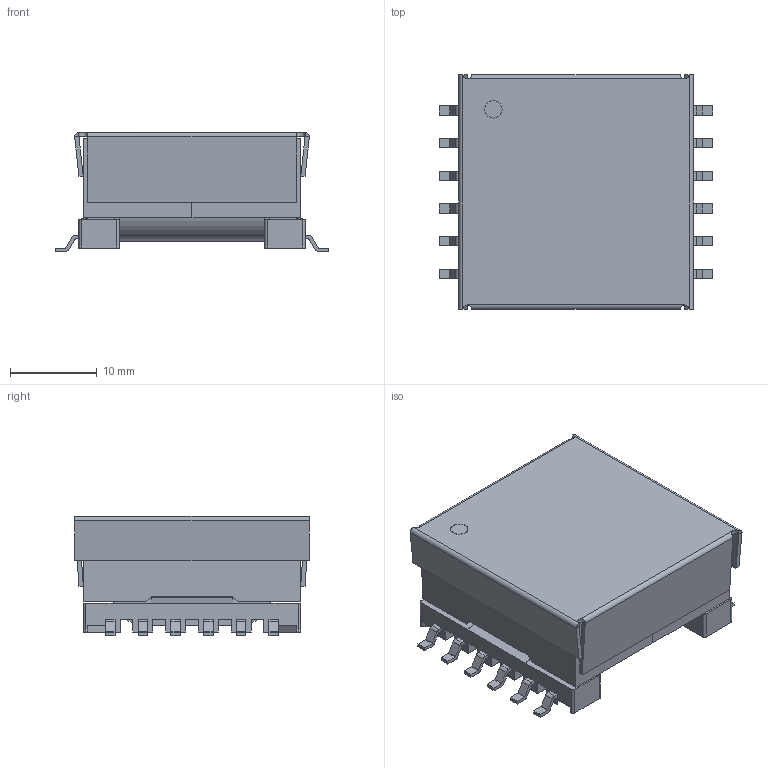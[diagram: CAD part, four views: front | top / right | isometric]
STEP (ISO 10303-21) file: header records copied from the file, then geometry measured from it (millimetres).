
FILE_DESCRIPTION((''),'2;1');
FILE_NAME('XFMR_WURTH_750311591.stp','2013-03-05T09:19:32',(''),(''),'Mechanical Desktop 2011','Mechanical Desktop 2011',', , ');
FILE_SCHEMA(('AUTOMOTIVE_DESIGN { 1 2 10303 214 1 1 1 1 }'));
Length unit declared in the file: millimetre
Products named in the file (1): Product
Bounding box: 31.5 x 27 x 13.69 mm (x, y, z)
Volume: 7256.9 mm3; surface area: 8056.1 mm2
Topology: 23 solids, 23 shells, 383 faces, 988 edges, 652 vertices
Faces by surface type: plane 226, bspline 98, cylinder 59
Entity records: 11998 total; most frequent: CARTESIAN_POINT 2742, ORIENTED_EDGE 1976, DIRECTION 1738, EDGE_CURVE 988, VECTOR 802, LINE 802, VERTEX_POINT 652, AXIS2_PLACEMENT_3D 468
